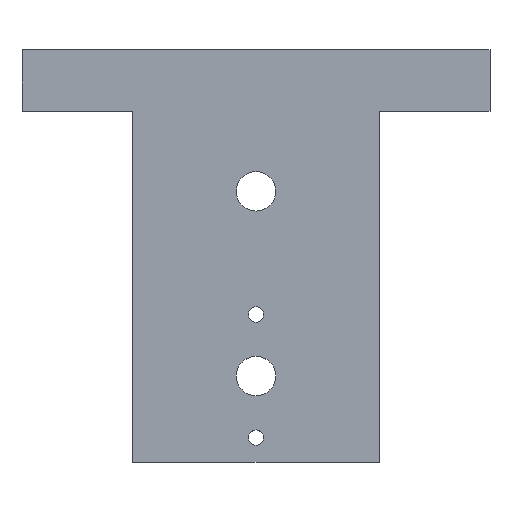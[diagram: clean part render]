
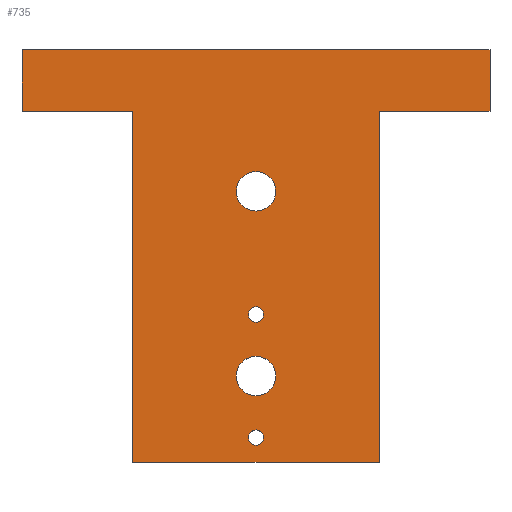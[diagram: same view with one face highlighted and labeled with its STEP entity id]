
A CAD part, top view. The second image highlights one B-rep face of the part: STEP entity #735.
In plain terms, the highlighted planar face has unit normal (0, 0, 1).
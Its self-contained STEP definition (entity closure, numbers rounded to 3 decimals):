
#30 = DIRECTION ( 'NONE',  ( -1., 0., 0. ) ) ;
#35 = LINE ( 'NONE', #685, #628 ) ;
#39 = ORIENTED_EDGE ( 'NONE', *, *, #621, .F. ) ;
#49 = LINE ( 'NONE', #394, #481 ) ;
#56 = CARTESIAN_POINT ( 'NONE',  ( -19., 11.75, 2. ) ) ;
#64 = EDGE_CURVE ( 'NONE', #542, #422, #618, .T. ) ;
#66 = AXIS2_PLACEMENT_3D ( 'NONE', #165, #482, #30 ) ;
#68 = DIRECTION ( 'NONE',  ( 0., 0., -1. ) ) ;
#78 = DIRECTION ( 'NONE',  ( 0., 0., -1. ) ) ;
#80 = ORIENTED_EDGE ( 'NONE', *, *, #117, .T. ) ;
#84 = VERTEX_POINT ( 'NONE', #616 ) ;
#91 = AXIS2_PLACEMENT_3D ( 'NONE', #770, #211, #766 ) ;
#104 = VERTEX_POINT ( 'NONE', #919 ) ;
#113 = VERTEX_POINT ( 'NONE', #1010 ) ;
#114 = EDGE_LOOP ( 'NONE', ( #468, #269 ) ) ;
#117 = EDGE_CURVE ( 'NONE', #576, #84, #581, .T. ) ;
#121 = CARTESIAN_POINT ( 'NONE',  ( -1.6, 5.25, 2. ) ) ;
#123 = EDGE_LOOP ( 'NONE', ( #863, #941, #577, #231, #254, #185, #228, #39 ) ) ;
#125 = FACE_BOUND ( 'NONE', #416, .T. ) ;
#128 = AXIS2_PLACEMENT_3D ( 'NONE', #626, #78, #543 ) ;
#129 = CARTESIAN_POINT ( 'NONE',  ( -19., 16.75, 2. ) ) ;
#133 = FACE_BOUND ( 'NONE', #351, .T. ) ;
#139 = CARTESIAN_POINT ( 'NONE',  ( 19., 11.75, 2. ) ) ;
#165 = CARTESIAN_POINT ( 'NONE',  ( 0., 5.25, 2. ) ) ;
#182 = CARTESIAN_POINT ( 'NONE',  ( -10., 11.75, 2. ) ) ;
#183 = CARTESIAN_POINT ( 'NONE',  ( 0., -4.75, 2. ) ) ;
#185 = ORIENTED_EDGE ( 'NONE', *, *, #767, .T. ) ;
#189 = VECTOR ( 'NONE', #201, 1000. ) ;
#192 = DIRECTION ( 'NONE',  ( -1., 0., 0. ) ) ;
#199 = VECTOR ( 'NONE', #652, 1000. ) ;
#201 = DIRECTION ( 'NONE',  ( -1., 0., 0. ) ) ;
#211 = DIRECTION ( 'NONE',  ( 0., 0., -1. ) ) ;
#218 = PLANE ( 'NONE',  #377 ) ;
#223 = DIRECTION ( 'NONE',  ( -1., 0., 0. ) ) ;
#228 = ORIENTED_EDGE ( 'NONE', *, *, #831, .T. ) ;
#231 = ORIENTED_EDGE ( 'NONE', *, *, #473, .F. ) ;
#241 = EDGE_CURVE ( 'NONE', #84, #576, #774, .T. ) ;
#242 = ORIENTED_EDGE ( 'NONE', *, *, #421, .T. ) ;
#246 = VERTEX_POINT ( 'NONE', #476 ) ;
#254 = ORIENTED_EDGE ( 'NONE', *, *, #546, .F. ) ;
#266 = CARTESIAN_POINT ( 'NONE',  ( 0., 5.25, 2. ) ) ;
#269 = ORIENTED_EDGE ( 'NONE', *, *, #696, .T. ) ;
#274 = DIRECTION ( 'NONE',  ( 0., -1., 0. ) ) ;
#294 = EDGE_CURVE ( 'NONE', #383, #539, #895, .T. ) ;
#310 = LINE ( 'NONE', #452, #384 ) ;
#315 = DIRECTION ( 'NONE',  ( -1., 0., 0. ) ) ;
#317 = CARTESIAN_POINT ( 'NONE',  ( 10., -16.75, 2. ) ) ;
#328 = DIRECTION ( 'NONE',  ( 1., 0., 0. ) ) ;
#333 = CARTESIAN_POINT ( 'NONE',  ( 0.625, -14.75, 2. ) ) ;
#340 = CARTESIAN_POINT ( 'NONE',  ( -10., 0., 2. ) ) ;
#342 = DIRECTION ( 'NONE',  ( 0., 0., -1. ) ) ;
#345 = EDGE_CURVE ( 'NONE', #422, #542, #653, .T. ) ;
#347 = VERTEX_POINT ( 'NONE', #896 ) ;
#348 = DIRECTION ( 'NONE',  ( -1., 0., 0. ) ) ;
#351 = EDGE_LOOP ( 'NONE', ( #923, #80 ) ) ;
#358 = CIRCLE ( 'NONE', #750, 0.625 ) ;
#370 = CARTESIAN_POINT ( 'NONE',  ( 0., 0., 2. ) ) ;
#372 = VECTOR ( 'NONE', #274, 1000. ) ;
#377 = AXIS2_PLACEMENT_3D ( 'NONE', #370, #921, #865 ) ;
#381 = AXIS2_PLACEMENT_3D ( 'NONE', #709, #805, #315 ) ;
#383 = VERTEX_POINT ( 'NONE', #121 ) ;
#384 = VECTOR ( 'NONE', #223, 1000. ) ;
#394 = CARTESIAN_POINT ( 'NONE',  ( 0., 16.75, 2. ) ) ;
#396 = ORIENTED_EDGE ( 'NONE', *, *, #64, .T. ) ;
#400 = LINE ( 'NONE', #340, #199 ) ;
#416 = EDGE_LOOP ( 'NONE', ( #800, #242 ) ) ;
#421 = EDGE_CURVE ( 'NONE', #539, #383, #849, .T. ) ;
#422 = VERTEX_POINT ( 'NONE', #333 ) ;
#427 = CARTESIAN_POINT ( 'NONE',  ( 1.6, -9.75, 2. ) ) ;
#442 = FACE_BOUND ( 'NONE', #498, .T. ) ;
#452 = CARTESIAN_POINT ( 'NONE',  ( 0., 11.75, 2. ) ) ;
#461 = CARTESIAN_POINT ( 'NONE',  ( -10., -16.75, 2. ) ) ;
#463 = CARTESIAN_POINT ( 'NONE',  ( 10., 0., 2. ) ) ;
#468 = ORIENTED_EDGE ( 'NONE', *, *, #479, .T. ) ;
#471 = ORIENTED_EDGE ( 'NONE', *, *, #345, .T. ) ;
#473 = EDGE_CURVE ( 'NONE', #771, #828, #400, .T. ) ;
#476 = CARTESIAN_POINT ( 'NONE',  ( 0.625, -4.75, 2. ) ) ;
#479 = EDGE_CURVE ( 'NONE', #347, #246, #613, .T. ) ;
#481 = VECTOR ( 'NONE', #807, 1000. ) ;
#482 = DIRECTION ( 'NONE',  ( 0., 0., -1. ) ) ;
#490 = CARTESIAN_POINT ( 'NONE',  ( 0., -14.75, 2. ) ) ;
#498 = EDGE_LOOP ( 'NONE', ( #396, #471 ) ) ;
#502 = DIRECTION ( 'NONE',  ( -1., 0., 0. ) ) ;
#514 = CARTESIAN_POINT ( 'NONE',  ( 1.6, 5.25, 2. ) ) ;
#530 = DIRECTION ( 'NONE',  ( 0., -1., 0. ) ) ;
#538 = DIRECTION ( 'NONE',  ( -1., 0., 0. ) ) ;
#539 = VERTEX_POINT ( 'NONE', #514 ) ;
#542 = VERTEX_POINT ( 'NONE', #675 ) ;
#543 = DIRECTION ( 'NONE',  ( -1., 0., 0. ) ) ;
#546 = EDGE_CURVE ( 'NONE', #972, #771, #814, .T. ) ;
#551 = DIRECTION ( 'NONE',  ( 0., 1., 0. ) ) ;
#562 = VERTEX_POINT ( 'NONE', #56 ) ;
#576 = VERTEX_POINT ( 'NONE', #427 ) ;
#577 = ORIENTED_EDGE ( 'NONE', *, *, #666, .F. ) ;
#581 = CIRCLE ( 'NONE', #128, 1.6 ) ;
#582 = AXIS2_PLACEMENT_3D ( 'NONE', #490, #584, #192 ) ;
#584 = DIRECTION ( 'NONE',  ( 0., 0., -1. ) ) ;
#613 = CIRCLE ( 'NONE', #782, 0.625 ) ;
#615 = LINE ( 'NONE', #751, #372 ) ;
#616 = CARTESIAN_POINT ( 'NONE',  ( -1.6, -9.75, 2. ) ) ;
#618 = CIRCLE ( 'NONE', #91, 0.625 ) ;
#621 = EDGE_CURVE ( 'NONE', #104, #695, #615, .T. ) ;
#626 = CARTESIAN_POINT ( 'NONE',  ( 0., -9.75, 2. ) ) ;
#628 = VECTOR ( 'NONE', #530, 1000. ) ;
#652 = DIRECTION ( 'NONE',  ( 0., 1., 0. ) ) ;
#653 = CIRCLE ( 'NONE', #582, 0.625 ) ;
#657 = VERTEX_POINT ( 'NONE', #129 ) ;
#666 = EDGE_CURVE ( 'NONE', #828, #562, #310, .T. ) ;
#670 = VECTOR ( 'NONE', #328, 1000. ) ;
#675 = CARTESIAN_POINT ( 'NONE',  ( -0.625, -14.75, 2. ) ) ;
#684 = EDGE_CURVE ( 'NONE', #657, #562, #35, .T. ) ;
#685 = CARTESIAN_POINT ( 'NONE',  ( -19., 0., 2. ) ) ;
#695 = VERTEX_POINT ( 'NONE', #139 ) ;
#696 = EDGE_CURVE ( 'NONE', #246, #347, #358, .T. ) ;
#709 = CARTESIAN_POINT ( 'NONE',  ( 0., -9.75, 2. ) ) ;
#714 = FACE_BOUND ( 'NONE', #114, .T. ) ;
#723 = AXIS2_PLACEMENT_3D ( 'NONE', #266, #342, #502 ) ;
#735 = ADVANCED_FACE ( 'NONE', ( #745, #125, #133, #714, #442 ), #218, .T. ) ;
#745 = FACE_OUTER_BOUND ( 'NONE', #123, .T. ) ;
#749 = CARTESIAN_POINT ( 'NONE',  ( 0., -16.75, 2. ) ) ;
#750 = AXIS2_PLACEMENT_3D ( 'NONE', #1009, #68, #538 ) ;
#751 = CARTESIAN_POINT ( 'NONE',  ( 19., 16.75, 2. ) ) ;
#766 = DIRECTION ( 'NONE',  ( -1., 0., 0. ) ) ;
#767 = EDGE_CURVE ( 'NONE', #972, #113, #892, .T. ) ;
#770 = CARTESIAN_POINT ( 'NONE',  ( 0., -14.75, 2. ) ) ;
#771 = VERTEX_POINT ( 'NONE', #461 ) ;
#774 = CIRCLE ( 'NONE', #381, 1.6 ) ;
#779 = CARTESIAN_POINT ( 'NONE',  ( 10., 11.75, 2. ) ) ;
#782 = AXIS2_PLACEMENT_3D ( 'NONE', #183, #979, #348 ) ;
#800 = ORIENTED_EDGE ( 'NONE', *, *, #294, .T. ) ;
#805 = DIRECTION ( 'NONE',  ( 0., 0., -1. ) ) ;
#807 = DIRECTION ( 'NONE',  ( -1., 0., 0. ) ) ;
#814 = LINE ( 'NONE', #749, #189 ) ;
#828 = VERTEX_POINT ( 'NONE', #182 ) ;
#831 = EDGE_CURVE ( 'NONE', #113, #695, #861, .T. ) ;
#849 = CIRCLE ( 'NONE', #723, 1.6 ) ;
#861 = LINE ( 'NONE', #779, #670 ) ;
#863 = ORIENTED_EDGE ( 'NONE', *, *, #911, .T. ) ;
#865 = DIRECTION ( 'NONE',  ( 1., 0., 0. ) ) ;
#892 = LINE ( 'NONE', #463, #953 ) ;
#895 = CIRCLE ( 'NONE', #66, 1.6 ) ;
#896 = CARTESIAN_POINT ( 'NONE',  ( -0.625, -4.75, 2. ) ) ;
#911 = EDGE_CURVE ( 'NONE', #104, #657, #49, .T. ) ;
#919 = CARTESIAN_POINT ( 'NONE',  ( 19., 16.75, 2. ) ) ;
#921 = DIRECTION ( 'NONE',  ( 0., 0., 1. ) ) ;
#923 = ORIENTED_EDGE ( 'NONE', *, *, #241, .T. ) ;
#941 = ORIENTED_EDGE ( 'NONE', *, *, #684, .T. ) ;
#953 = VECTOR ( 'NONE', #551, 1000. ) ;
#972 = VERTEX_POINT ( 'NONE', #317 ) ;
#979 = DIRECTION ( 'NONE',  ( 0., 0., -1. ) ) ;
#1009 = CARTESIAN_POINT ( 'NONE',  ( 0., -4.75, 2. ) ) ;
#1010 = CARTESIAN_POINT ( 'NONE',  ( 10., 11.75, 2. ) ) ;
